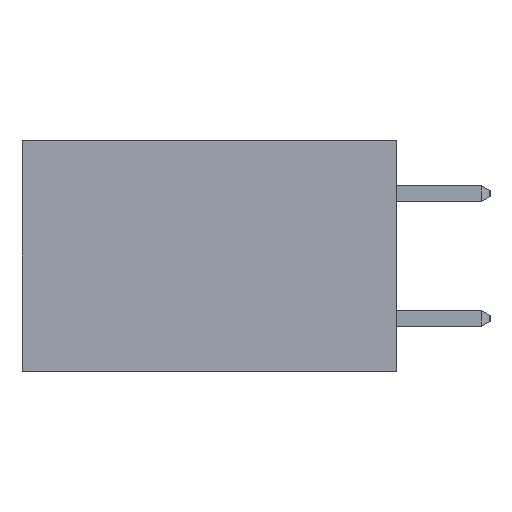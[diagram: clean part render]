
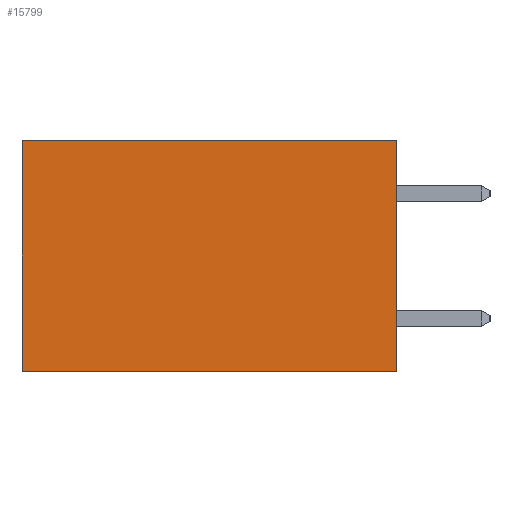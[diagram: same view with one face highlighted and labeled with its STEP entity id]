
A CAD part, left-side view. The second image highlights one B-rep face of the part: STEP entity #15799.
In plain terms, the highlighted planar face has unit normal (-1, 0, 0).
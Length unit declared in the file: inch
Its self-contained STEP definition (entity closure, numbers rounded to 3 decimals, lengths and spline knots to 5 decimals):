
#579 = DIRECTION ( 'NONE',  ( 1., 0., 0. ) ) ;
#648 = DIRECTION ( 'NONE',  ( 0., 1., 0. ) ) ;
#970 = VERTEX_POINT ( 'NONE', #29927 ) ;
#1159 = EDGE_LOOP ( 'NONE', ( #17878, #16728, #17549, #24064 ) ) ;
#1299 = LINE ( 'NONE', #7404, #13080 ) ;
#1834 = VERTEX_POINT ( 'NONE', #10917 ) ;
#5016 = DIRECTION ( 'NONE',  ( 0., 0., -1. ) ) ;
#5213 = PLANE ( 'NONE',  #20549 ) ;
#7404 = CARTESIAN_POINT ( 'NONE',  ( 0.298, 0.6, 0. ) ) ;
#8803 = CARTESIAN_POINT ( 'NONE',  ( 0.298, 0.6, -0.37 ) ) ;
#9097 = LINE ( 'NONE', #28518, #20137 ) ;
#10012 = CARTESIAN_POINT ( 'NONE',  ( 0.298, 0., 0. ) ) ;
#10577 = VERTEX_POINT ( 'NONE', #15419 ) ;
#10917 = CARTESIAN_POINT ( 'NONE',  ( 0.298, 0., 0. ) ) ;
#12127 = DIRECTION ( 'NONE',  ( 0., 1., 0. ) ) ;
#13080 = VECTOR ( 'NONE', #5016, 39.37008 ) ;
#14608 = CARTESIAN_POINT ( 'NONE',  ( 0.298, 0., 0. ) ) ;
#15419 = CARTESIAN_POINT ( 'NONE',  ( 0.298, 0.6, 0. ) ) ;
#15799 = ADVANCED_FACE ( 'NONE', ( #27930 ), #5213, .F. ) ;
#16202 = VERTEX_POINT ( 'NONE', #8803 ) ;
#16533 = EDGE_CURVE ( 'NONE', #1834, #10577, #26792, .T. ) ;
#16614 = VECTOR ( 'NONE', #24855, 39.37008 ) ;
#16728 = ORIENTED_EDGE ( 'NONE', *, *, #18054, .F. ) ;
#17094 = DIRECTION ( 'NONE',  ( 0., 0., -1. ) ) ;
#17356 = LINE ( 'NONE', #20170, #16614 ) ;
#17549 = ORIENTED_EDGE ( 'NONE', *, *, #25447, .F. ) ;
#17878 = ORIENTED_EDGE ( 'NONE', *, *, #21833, .T. ) ;
#18054 = EDGE_CURVE ( 'NONE', #970, #16202, #9097, .T. ) ;
#20137 = VECTOR ( 'NONE', #12127, 39.37008 ) ;
#20170 = CARTESIAN_POINT ( 'NONE',  ( 0.298, 0., 0. ) ) ;
#20549 = AXIS2_PLACEMENT_3D ( 'NONE', #14608, #579, #17094 ) ;
#21833 = EDGE_CURVE ( 'NONE', #10577, #16202, #1299, .T. ) ;
#22068 = VECTOR ( 'NONE', #648, 39.37008 ) ;
#24064 = ORIENTED_EDGE ( 'NONE', *, *, #16533, .T. ) ;
#24855 = DIRECTION ( 'NONE',  ( 0., 0., -1. ) ) ;
#25447 = EDGE_CURVE ( 'NONE', #1834, #970, #17356, .T. ) ;
#26792 = LINE ( 'NONE', #10012, #22068 ) ;
#27930 = FACE_OUTER_BOUND ( 'NONE', #1159, .T. ) ;
#28518 = CARTESIAN_POINT ( 'NONE',  ( 0.298, 0., -0.37 ) ) ;
#29927 = CARTESIAN_POINT ( 'NONE',  ( 0.298, 0., -0.37 ) ) ;
